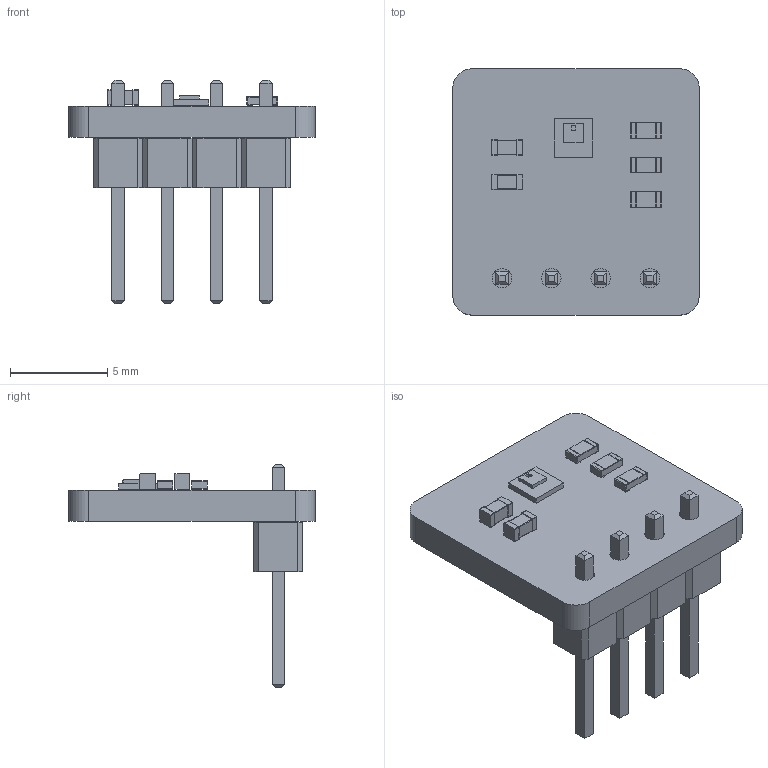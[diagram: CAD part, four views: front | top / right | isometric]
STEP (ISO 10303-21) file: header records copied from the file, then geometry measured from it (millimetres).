
FILE_DESCRIPTION(('KiCad electronic assembly'),'2;1');
FILE_NAME('ltr390Breakout.step','2021-09-20T22:54:37',('An Author'),( 'A Company'),'Open CASCADE STEP processor 6.9', 'KiCad to STEP converter','Unknown');
FILE_SCHEMA(('AUTOMOTIVE_DESIGN { 1 0 10303 214 1 1 1 1 }'));
Length unit declared in the file: millimetre
Products named in the file (10): Open CASCADE STEP translator 6.9 1; C_0603_1608Metric; SOLID; PinHeader_1x04_P2.54mm_Vertical; R_0603_1608Metric; LTR390_without_lid; COMPOUND
Assembly tree (12 placements, depth 3):
  Open CASCADE STEP translator 6.9 1
    C_0603_1608Metric  x2
      SOLID
    PinHeader_1x04_P2.54mm_Vertical
      SOLID
    R_0603_1608Metric  x3
      SOLID
    LTR390_without_lid
      SOLID
    COMPOUND
Bounding box: 12.7 x 12.7 x 11.54 mm (x, y, z)
Volume: 335.3 mm3; surface area: 658.1 mm2
Topology: 8 solids, 8 shells, 294 faces, 730 edges, 472 vertices
Faces by surface type: plane 238, cylinder 56
Full cylindrical faces by diameter (mm): 1 x4
Entity records: 14646 total; most frequent: CARTESIAN_POINT 2249, DIRECTION 2056, LINE 1454, VECTOR 1454, ORIENTED_EDGE 1044, PCURVE 1044, DEFINITIONAL_REPRESENTATION 1044, EDGE_CURVE 522
